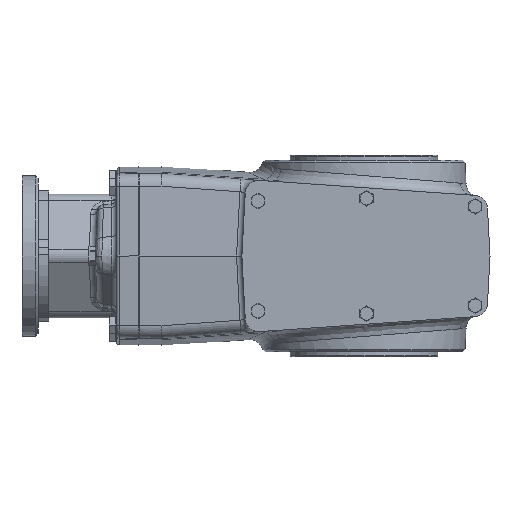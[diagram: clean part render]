
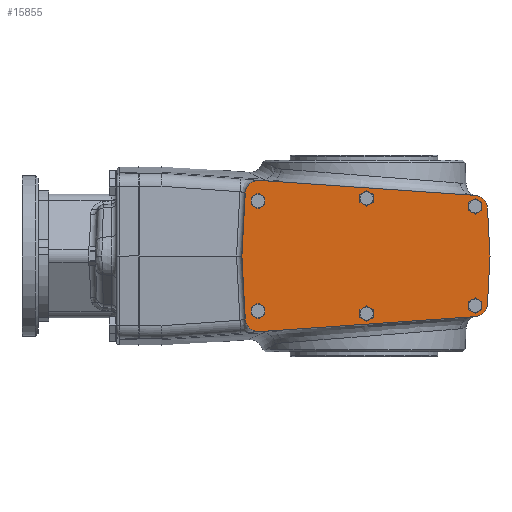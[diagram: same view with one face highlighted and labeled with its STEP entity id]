
A CAD part, front view. The second image highlights one B-rep face of the part: STEP entity #15855.
In plain terms, the highlighted planar face has unit normal (0, -1, 0).
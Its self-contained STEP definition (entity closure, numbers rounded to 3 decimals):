
#757=LINE('',#21595,#1332);
#778=LINE('',#21662,#1353);
#808=LINE('',#22874,#1383);
#811=LINE('',#22880,#1386);
#815=LINE('',#22889,#1390);
#817=LINE('',#22893,#1392);
#1332=VECTOR('',#18239,1000.);
#1353=VECTOR('',#18280,1000.);
#1383=VECTOR('',#18586,1000.);
#1386=VECTOR('',#18591,1000.);
#1390=VECTOR('',#18597,1000.);
#1392=VECTOR('',#18601,1000.);
#1889=PLANE('',#16786);
#2841=ORIENTED_EDGE('',*,*,#5508,.T.);
#2842=ORIENTED_EDGE('',*,*,#5509,.T.);
#2843=ORIENTED_EDGE('',*,*,#5510,.T.);
#2844=ORIENTED_EDGE('',*,*,#5511,.T.);
#2845=ORIENTED_EDGE('',*,*,#5512,.T.);
#2846=ORIENTED_EDGE('',*,*,#5494,.T.);
#2847=ORIENTED_EDGE('',*,*,#5499,.T.);
#2848=ORIENTED_EDGE('',*,*,#5513,.T.);
#2849=ORIENTED_EDGE('',*,*,#5305,.T.);
#2850=ORIENTED_EDGE('',*,*,#5330,.T.);
#2851=ORIENTED_EDGE('',*,*,#5514,.T.);
#2852=ORIENTED_EDGE('',*,*,#5503,.T.);
#2853=ORIENTED_EDGE('',*,*,#5515,.T.);
#2854=ORIENTED_EDGE('',*,*,#5505,.T.);
#2855=ORIENTED_EDGE('',*,*,#5496,.T.);
#2856=ORIENTED_EDGE('',*,*,#5516,.T.);
#5305=EDGE_CURVE('',#6788,#6787,#757,.T.);
#5330=EDGE_CURVE('',#6787,#6806,#778,.T.);
#5494=EDGE_CURVE('',#6900,#6900,#7787,.T.);
#5496=EDGE_CURVE('',#6902,#6901,#808,.T.);
#5499=EDGE_CURVE('',#6904,#6903,#811,.T.);
#5503=EDGE_CURVE('',#6908,#6907,#815,.T.);
#5505=EDGE_CURVE('',#6909,#6902,#817,.T.);
#5508=EDGE_CURVE('',#6911,#6911,#7788,.T.);
#5509=EDGE_CURVE('',#6912,#6912,#7789,.T.);
#5510=EDGE_CURVE('',#6913,#6913,#7790,.T.);
#5511=EDGE_CURVE('',#6914,#6914,#7791,.T.);
#5512=EDGE_CURVE('',#6915,#6915,#7792,.T.);
#5513=EDGE_CURVE('',#6903,#6788,#7793,.F.);
#5514=EDGE_CURVE('',#6806,#6908,#7794,.F.);
#5515=EDGE_CURVE('',#6907,#6909,#7795,.F.);
#5516=EDGE_CURVE('',#6901,#6904,#7796,.F.);
#6787=VERTEX_POINT('',#21594);
#6788=VERTEX_POINT('',#21596);
#6806=VERTEX_POINT('',#21661);
#6900=VERTEX_POINT('',#22869);
#6901=VERTEX_POINT('',#22873);
#6902=VERTEX_POINT('',#22875);
#6903=VERTEX_POINT('',#22879);
#6904=VERTEX_POINT('',#22881);
#6907=VERTEX_POINT('',#22888);
#6908=VERTEX_POINT('',#22890);
#6909=VERTEX_POINT('',#22894);
#6911=VERTEX_POINT('',#22900);
#6912=VERTEX_POINT('',#22902);
#6913=VERTEX_POINT('',#22904);
#6914=VERTEX_POINT('',#22906);
#6915=VERTEX_POINT('',#22908);
#7787=CIRCLE('',#16780,4.35);
#7788=CIRCLE('',#16787,4.35);
#7789=CIRCLE('',#16788,4.35);
#7790=CIRCLE('',#16789,4.35);
#7791=CIRCLE('',#16790,4.35);
#7792=CIRCLE('',#16791,4.35);
#7793=CIRCLE('',#16792,10.);
#7794=CIRCLE('',#16793,10.);
#7795=CIRCLE('',#16794,10.);
#7796=CIRCLE('',#16795,10.);
#8474=EDGE_LOOP('',(#2841));
#8475=EDGE_LOOP('',(#2842));
#8476=EDGE_LOOP('',(#2843));
#8477=EDGE_LOOP('',(#2844));
#8478=EDGE_LOOP('',(#2845));
#8479=EDGE_LOOP('',(#2846));
#8480=EDGE_LOOP('',(#2847,#2848,#2849,#2850,#2851,#2852,#2853,#2854,#2855,
#2856));
#9530=FACE_BOUND('',#8474,.T.);
#9531=FACE_BOUND('',#8475,.T.);
#9532=FACE_BOUND('',#8476,.T.);
#9533=FACE_BOUND('',#8477,.T.);
#9534=FACE_BOUND('',#8478,.T.);
#9535=FACE_BOUND('',#8479,.T.);
#9536=FACE_BOUND('',#8480,.T.);
#15855=ADVANCED_FACE('',(#9530,#9531,#9532,#9533,#9534,#9535,#9536),#1889,
 .F.);
#16780=AXIS2_PLACEMENT_3D('',#22868,#18579,#18580);
#16786=AXIS2_PLACEMENT_3D('',#22898,#18604,#18605);
#16787=AXIS2_PLACEMENT_3D('',#22899,#18606,#18607);
#16788=AXIS2_PLACEMENT_3D('',#22901,#18608,#18609);
#16789=AXIS2_PLACEMENT_3D('',#22903,#18610,#18611);
#16790=AXIS2_PLACEMENT_3D('',#22905,#18612,#18613);
#16791=AXIS2_PLACEMENT_3D('',#22907,#18614,#18615);
#16792=AXIS2_PLACEMENT_3D('',#22909,#18616,#18617);
#16793=AXIS2_PLACEMENT_3D('',#22910,#18618,#18619);
#16794=AXIS2_PLACEMENT_3D('',#22911,#18620,#18621);
#16795=AXIS2_PLACEMENT_3D('',#22912,#18622,#18623);
#18239=DIRECTION('',(-0.052,0.,-0.999));
#18280=DIRECTION('',(0.052,0.,-0.999));
#18579=DIRECTION('',(0.,1.,0.));
#18580=DIRECTION('',(1.,0.,0.));
#18586=DIRECTION('',(-0.052,0.,0.999));
#18591=DIRECTION('',(-0.998,0.,0.069));
#18597=DIRECTION('',(0.998,0.,0.069));
#18601=DIRECTION('',(0.052,0.,0.999));
#18604=DIRECTION('',(0.,1.,0.));
#18605=DIRECTION('',(-1.,0.,0.));
#18606=DIRECTION('',(0.,1.,0.));
#18607=DIRECTION('',(1.,0.,0.));
#18608=DIRECTION('',(0.,1.,0.));
#18609=DIRECTION('',(1.,0.,0.));
#18610=DIRECTION('',(0.,1.,0.));
#18611=DIRECTION('',(1.,0.,0.));
#18612=DIRECTION('',(0.,1.,0.));
#18613=DIRECTION('',(1.,0.,0.));
#18614=DIRECTION('',(0.,1.,0.));
#18615=DIRECTION('',(1.,0.,0.));
#18616=DIRECTION('',(0.,1.,0.));
#18617=DIRECTION('',(-1.,0.,0.));
#18618=DIRECTION('',(0.,1.,0.));
#18619=DIRECTION('',(-1.,0.,0.));
#18620=DIRECTION('',(0.,1.,0.));
#18621=DIRECTION('',(-1.,0.,0.));
#18622=DIRECTION('',(0.,1.,0.));
#18623=DIRECTION('',(-1.,0.,0.));
#21594=CARTESIAN_POINT('',(-91.,-91.,0.));
#21595=CARTESIAN_POINT('',(-88.008,-91.,57.1));
#21596=CARTESIAN_POINT('',(-88.54,-91.,46.941));
#21661=CARTESIAN_POINT('',(-88.54,-91.,-46.941));
#21662=CARTESIAN_POINT('',(-91.,-91.,0.));
#22868=CARTESIAN_POINT('',(83.,-91.,37.));
#22869=CARTESIAN_POINT('',(87.35,-91.,37.));
#22873=CARTESIAN_POINT('',(92.126,-91.,35.762));
#22874=CARTESIAN_POINT('',(94.,-91.,0.));
#22875=CARTESIAN_POINT('',(94.,-91.,0.));
#22879=CARTESIAN_POINT('',(-77.86,-91.,56.394));
#22880=CARTESIAN_POINT('',(91.663,-91.,44.6));
#22881=CARTESIAN_POINT('',(82.834,-91.,45.214));
#22888=CARTESIAN_POINT('',(82.834,-91.,-45.214));
#22889=CARTESIAN_POINT('',(-88.008,-91.,-57.1));
#22890=CARTESIAN_POINT('',(-77.86,-91.,-56.394));
#22893=CARTESIAN_POINT('',(91.663,-91.,-44.6));
#22894=CARTESIAN_POINT('',(92.126,-91.,-35.762));
#22898=CARTESIAN_POINT('',(0.,-91.,0.));
#22899=CARTESIAN_POINT('',(2.,-91.,43.));
#22900=CARTESIAN_POINT('',(6.35,-91.,43.));
#22901=CARTESIAN_POINT('',(-79.,-91.,41.));
#22902=CARTESIAN_POINT('',(-74.65,-91.,41.));
#22903=CARTESIAN_POINT('',(83.,-91.,-37.));
#22904=CARTESIAN_POINT('',(87.35,-91.,-37.));
#22905=CARTESIAN_POINT('',(-79.,-91.,-41.));
#22906=CARTESIAN_POINT('',(-74.65,-91.,-41.));
#22907=CARTESIAN_POINT('',(2.,-91.,-43.));
#22908=CARTESIAN_POINT('',(6.35,-91.,-43.));
#22909=CARTESIAN_POINT('',(-78.554,-91.,46.418));
#22910=CARTESIAN_POINT('',(-78.554,-91.,-46.418));
#22911=CARTESIAN_POINT('',(82.14,-91.,-35.238));
#22912=CARTESIAN_POINT('',(82.14,-91.,35.238));
